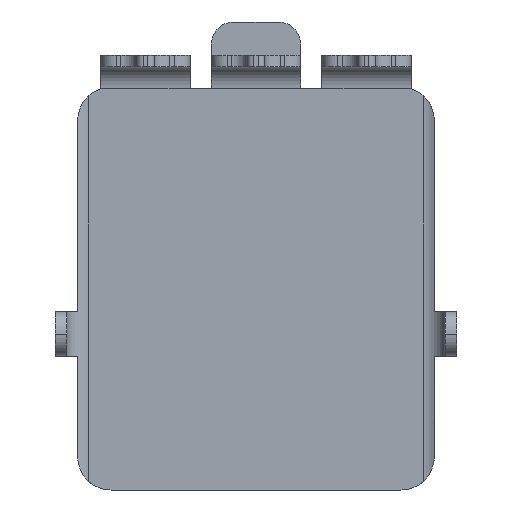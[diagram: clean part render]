
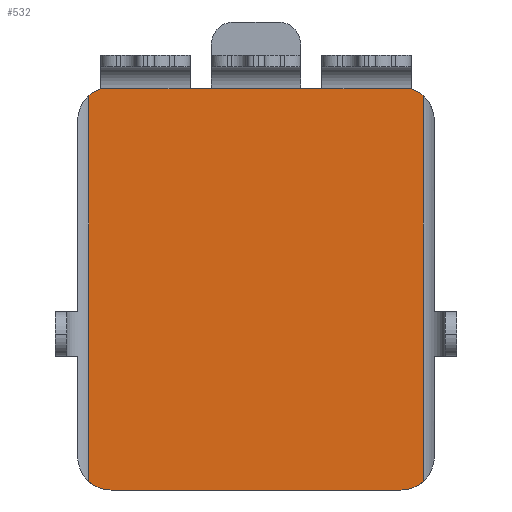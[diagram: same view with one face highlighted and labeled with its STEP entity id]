
A CAD part, front view. The second image highlights one B-rep face of the part: STEP entity #532.
In plain terms, the highlighted planar face has unit normal (0, -1, 0).
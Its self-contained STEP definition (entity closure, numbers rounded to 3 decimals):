
#506 = ORIENTED_EDGE ( 'NONE', *, *, #507, .T. ) ;
#507 = EDGE_CURVE ( 'NONE', #589, #508, #5333, .T. ) ;
#508 = VERTEX_POINT ( 'NONE', #5327 ) ;
#509 = ORIENTED_EDGE ( 'NONE', *, *, #510, .T. ) ;
#510 = EDGE_CURVE ( 'NONE', #508, #537, #5318, .T. ) ;
#513 = ORIENTED_EDGE ( 'NONE', *, *, #514, .T. ) ;
#514 = EDGE_CURVE ( 'NONE', #543, #515, #5297, .T. ) ;
#515 = VERTEX_POINT ( 'NONE', #5413 ) ;
#516 = ORIENTED_EDGE ( 'NONE', *, *, #517, .T. ) ;
#517 = EDGE_CURVE ( 'NONE', #515, #518, #5410, .T. ) ;
#518 = VERTEX_POINT ( 'NONE', #5405 ) ;
#519 = ORIENTED_EDGE ( 'NONE', *, *, #520, .F. ) ;
#520 = EDGE_CURVE ( 'NONE', #521, #518, #5401, .T. ) ;
#521 = VERTEX_POINT ( 'NONE', #5395 ) ;
#522 = ORIENTED_EDGE ( 'NONE', *, *, #523, .T. ) ;
#523 = EDGE_CURVE ( 'NONE', #521, #524, #5390, .T. ) ;
#524 = VERTEX_POINT ( 'NONE', #5381 ) ;
#525 = ORIENTED_EDGE ( 'NONE', *, *, #526, .F. ) ;
#526 = EDGE_CURVE ( 'NONE', #527, #524, #5374, .T. ) ;
#527 = VERTEX_POINT ( 'NONE', #5369 ) ;
#532 = ADVANCED_FACE ( 'NONE', ( #5368 ), #5366, .T. ) ;
#533 = EDGE_LOOP ( 'NONE', ( #534, #538, #541, #513, #516, #519, #522, #525, #584, #587, #506, #509 ) ) ;
#534 = ORIENTED_EDGE ( 'NONE', *, *, #535, .F. ) ;
#535 = EDGE_CURVE ( 'NONE', #536, #537, #5359, .T. ) ;
#536 = VERTEX_POINT ( 'NONE', #5471 ) ;
#537 = VERTEX_POINT ( 'NONE', #5470 ) ;
#538 = ORIENTED_EDGE ( 'NONE', *, *, #539, .T. ) ;
#539 = EDGE_CURVE ( 'NONE', #536, #540, #5467, .T. ) ;
#540 = VERTEX_POINT ( 'NONE', #5460 ) ;
#541 = ORIENTED_EDGE ( 'NONE', *, *, #542, .T. ) ;
#542 = EDGE_CURVE ( 'NONE', #540, #543, #5455, .T. ) ;
#543 = VERTEX_POINT ( 'NONE', #5449 ) ;
#584 = ORIENTED_EDGE ( 'NONE', *, *, #585, .T. ) ;
#585 = EDGE_CURVE ( 'NONE', #527, #586, #5623, .T. ) ;
#586 = VERTEX_POINT ( 'NONE', #5618 ) ;
#587 = ORIENTED_EDGE ( 'NONE', *, *, #588, .T. ) ;
#588 = EDGE_CURVE ( 'NONE', #586, #589, #5615, .T. ) ;
#589 = VERTEX_POINT ( 'NONE', #5610 ) ;
#5294 = DIRECTION ( 'NONE',  ( 0., 0., -1. ) ) ;
#5295 = DIRECTION ( 'NONE',  ( 0., -1., 0. ) ) ;
#5296 = AXIS2_PLACEMENT_3D ( 'NONE', #5304, #5295, #5294 ) ;
#5297 = CIRCLE ( 'NONE', #5296, 1.5 ) ;
#5304 = CARTESIAN_POINT ( 'NONE',  ( 14.5, 0., -1.428 ) ) ;
#5310 = DIRECTION ( 'NONE',  ( 0., 0., -1. ) ) ;
#5312 = DIRECTION ( 'NONE',  ( 0., -1., 0. ) ) ;
#5314 = CARTESIAN_POINT ( 'NONE',  ( 1.5, 0., -16.5 ) ) ;
#5315 = AXIS2_PLACEMENT_3D ( 'NONE', #5314, #5312, #5310 ) ;
#5318 = CIRCLE ( 'NONE', #5315, 1.5 ) ;
#5327 = CARTESIAN_POINT ( 'NONE',  ( 0.5, 0., -17.618 ) ) ;
#5330 = DIRECTION ( 'NONE',  ( 0., 0., -1. ) ) ;
#5331 = VECTOR ( 'NONE', #5330, 1000. ) ;
#5332 = CARTESIAN_POINT ( 'NONE',  ( 0.5, 0., 0. ) ) ;
#5333 = LINE ( 'NONE', #5332, #5331 ) ;
#5355 = DIRECTION ( 'NONE',  ( -1., 0., 0. ) ) ;
#5356 = VECTOR ( 'NONE', #5355, 1000. ) ;
#5358 = CARTESIAN_POINT ( 'NONE',  ( 0., 0., -18. ) ) ;
#5359 = LINE ( 'NONE', #5358, #5356 ) ;
#5360 = DIRECTION ( 'NONE',  ( 0., 0., -1. ) ) ;
#5361 = DIRECTION ( 'NONE',  ( 0., -1., 0. ) ) ;
#5362 = CARTESIAN_POINT ( 'NONE',  ( 1.04, 0., 0. ) ) ;
#5363 = AXIS2_PLACEMENT_3D ( 'NONE', #5362, #5361, #5360 ) ;
#5366 = PLANE ( 'NONE',  #5363 ) ;
#5368 = FACE_OUTER_BOUND ( 'NONE', #533, .T. ) ;
#5369 = CARTESIAN_POINT ( 'NONE',  ( 5.04, 0., 0. ) ) ;
#5370 = DIRECTION ( 'NONE',  ( 1., 0., 0. ) ) ;
#5372 = VECTOR ( 'NONE', #5370, 1000. ) ;
#5373 = CARTESIAN_POINT ( 'NONE',  ( 5.04, 0., 0. ) ) ;
#5374 = LINE ( 'NONE', #5373, #5372 ) ;
#5381 = CARTESIAN_POINT ( 'NONE',  ( 6., 0., 0. ) ) ;
#5384 = DIRECTION ( 'NONE',  ( -1., 0., 0. ) ) ;
#5386 = VECTOR ( 'NONE', #5384, 1000. ) ;
#5388 = CARTESIAN_POINT ( 'NONE',  ( 1.04, 0., 0. ) ) ;
#5390 = LINE ( 'NONE', #5388, #5386 ) ;
#5395 = CARTESIAN_POINT ( 'NONE',  ( 10., 0., 0. ) ) ;
#5397 = DIRECTION ( 'NONE',  ( 1., 0., 0. ) ) ;
#5398 = VECTOR ( 'NONE', #5397, 1000. ) ;
#5399 = CARTESIAN_POINT ( 'NONE',  ( 10., 0., 0. ) ) ;
#5401 = LINE ( 'NONE', #5399, #5398 ) ;
#5405 = CARTESIAN_POINT ( 'NONE',  ( 10.96, 0., 0. ) ) ;
#5406 = DIRECTION ( 'NONE',  ( -1., 0., 0. ) ) ;
#5407 = VECTOR ( 'NONE', #5406, 1000. ) ;
#5408 = CARTESIAN_POINT ( 'NONE',  ( 1.04, 0., 0. ) ) ;
#5410 = LINE ( 'NONE', #5408, #5407 ) ;
#5413 = CARTESIAN_POINT ( 'NONE',  ( 14.96, 0., 0. ) ) ;
#5449 = CARTESIAN_POINT ( 'NONE',  ( 15.5, 0., -0.31 ) ) ;
#5450 = DIRECTION ( 'NONE',  ( 0., 0., 1. ) ) ;
#5452 = VECTOR ( 'NONE', #5450, 1000. ) ;
#5453 = CARTESIAN_POINT ( 'NONE',  ( 15.5, 0., 0. ) ) ;
#5455 = LINE ( 'NONE', #5453, #5452 ) ;
#5460 = CARTESIAN_POINT ( 'NONE',  ( 15.5, 0., -17.618 ) ) ;
#5461 = DIRECTION ( 'NONE',  ( 0., 0., -1. ) ) ;
#5462 = DIRECTION ( 'NONE',  ( 0., -1., 0. ) ) ;
#5464 = CARTESIAN_POINT ( 'NONE',  ( 14.5, 0., -16.5 ) ) ;
#5465 = AXIS2_PLACEMENT_3D ( 'NONE', #5464, #5462, #5461 ) ;
#5467 = CIRCLE ( 'NONE', #5465, 1.5 ) ;
#5470 = CARTESIAN_POINT ( 'NONE',  ( 1.5, 0., -18. ) ) ;
#5471 = CARTESIAN_POINT ( 'NONE',  ( 14.5, 0., -18. ) ) ;
#5610 = CARTESIAN_POINT ( 'NONE',  ( 0.5, 0., -0.31 ) ) ;
#5611 = DIRECTION ( 'NONE',  ( 0., 0., -1. ) ) ;
#5612 = DIRECTION ( 'NONE',  ( 0., -1., 0. ) ) ;
#5613 = CARTESIAN_POINT ( 'NONE',  ( 1.5, 0., -1.428 ) ) ;
#5614 = AXIS2_PLACEMENT_3D ( 'NONE', #5613, #5612, #5611 ) ;
#5615 = CIRCLE ( 'NONE', #5614, 1.5 ) ;
#5618 = CARTESIAN_POINT ( 'NONE',  ( 1.04, 0., 0. ) ) ;
#5619 = DIRECTION ( 'NONE',  ( -1., 0., 0. ) ) ;
#5620 = VECTOR ( 'NONE', #5619, 1000. ) ;
#5622 = CARTESIAN_POINT ( 'NONE',  ( 1.04, 0., 0. ) ) ;
#5623 = LINE ( 'NONE', #5622, #5620 ) ;
